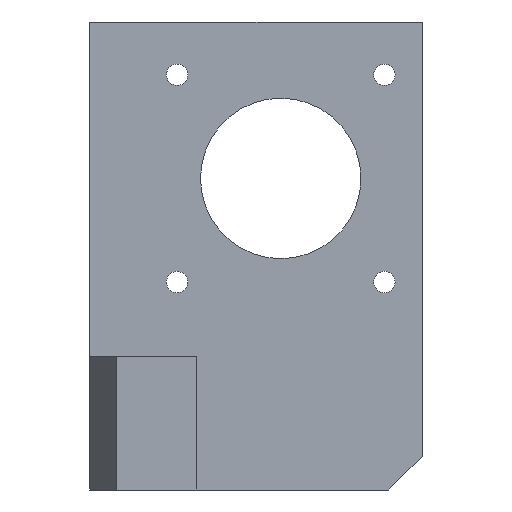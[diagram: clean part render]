
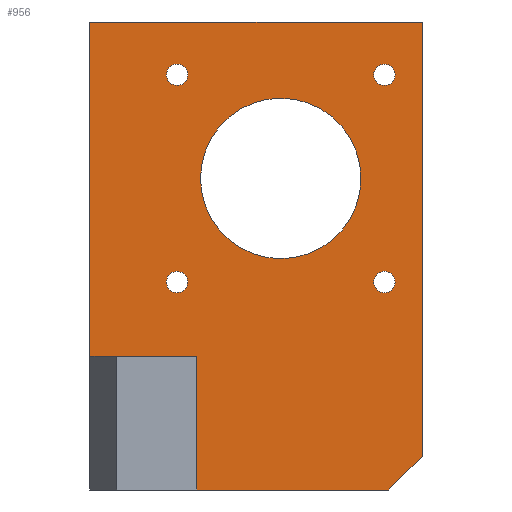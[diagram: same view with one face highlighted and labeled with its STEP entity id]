
A CAD part, left-side view. The second image highlights one B-rep face of the part: STEP entity #956.
In plain terms, the highlighted planar face has unit normal (-1, 0, 0).
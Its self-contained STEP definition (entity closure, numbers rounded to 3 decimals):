
#46=FACE_BOUND('',#201,.T.);
#47=FACE_BOUND('',#202,.T.);
#48=FACE_BOUND('',#203,.T.);
#49=FACE_BOUND('',#204,.T.);
#50=FACE_BOUND('',#205,.T.);
#68=CIRCLE('',#1000,12.);
#85=CIRCLE('',#1052,1.6);
#86=CIRCLE('',#1054,1.6);
#87=CIRCLE('',#1056,1.6);
#88=CIRCLE('',#1058,1.6);
#136=FACE_OUTER_BOUND('',#200,.T.);
#200=EDGE_LOOP('',(#829,#830,#831,#832,#833,#834,#835,#836));
#201=EDGE_LOOP('',(#837));
#202=EDGE_LOOP('',(#838));
#203=EDGE_LOOP('',(#839));
#204=EDGE_LOOP('',(#840));
#205=EDGE_LOOP('',(#841));
#235=LINE('',#1388,#328);
#241=LINE('',#1400,#334);
#283=LINE('',#1537,#376);
#292=LINE('',#1565,#385);
#295=LINE('',#1571,#388);
#301=LINE('',#1592,#394);
#302=LINE('',#1594,#395);
#303=LINE('',#1595,#396);
#328=VECTOR('',#1099,10.);
#334=VECTOR('',#1109,10.);
#376=VECTOR('',#1259,10.);
#385=VECTOR('',#1290,10.);
#388=VECTOR('',#1297,10.);
#394=VECTOR('',#1323,10.);
#395=VECTOR('',#1324,10.);
#396=VECTOR('',#1325,10.);
#421=VERTEX_POINT('',#1385);
#422=VERTEX_POINT('',#1387);
#426=VERTEX_POINT('',#1399);
#450=VERTEX_POINT('',#1457);
#467=VERTEX_POINT('',#1536);
#474=VERTEX_POINT('',#1561);
#475=VERTEX_POINT('',#1563);
#477=VERTEX_POINT('',#1575);
#478=VERTEX_POINT('',#1579);
#479=VERTEX_POINT('',#1583);
#480=VERTEX_POINT('',#1587);
#481=VERTEX_POINT('',#1591);
#482=VERTEX_POINT('',#1593);
#506=EDGE_CURVE('',#421,#422,#235,.T.);
#512=EDGE_CURVE('',#426,#422,#241,.T.);
#541=EDGE_CURVE('',#450,#450,#68,.T.);
#580=EDGE_CURVE('',#467,#426,#283,.T.);
#594=EDGE_CURVE('',#474,#475,#292,.T.);
#597=EDGE_CURVE('',#475,#467,#295,.T.);
#599=EDGE_CURVE('',#477,#477,#85,.T.);
#601=EDGE_CURVE('',#478,#478,#86,.T.);
#603=EDGE_CURVE('',#479,#479,#87,.T.);
#605=EDGE_CURVE('',#480,#480,#88,.T.);
#607=EDGE_CURVE('',#421,#481,#301,.T.);
#608=EDGE_CURVE('',#481,#482,#302,.T.);
#609=EDGE_CURVE('',#482,#474,#303,.T.);
#829=ORIENTED_EDGE('',*,*,#506,.F.);
#830=ORIENTED_EDGE('',*,*,#607,.T.);
#831=ORIENTED_EDGE('',*,*,#608,.T.);
#832=ORIENTED_EDGE('',*,*,#609,.T.);
#833=ORIENTED_EDGE('',*,*,#594,.T.);
#834=ORIENTED_EDGE('',*,*,#597,.T.);
#835=ORIENTED_EDGE('',*,*,#580,.T.);
#836=ORIENTED_EDGE('',*,*,#512,.T.);
#837=ORIENTED_EDGE('',*,*,#605,.T.);
#838=ORIENTED_EDGE('',*,*,#603,.T.);
#839=ORIENTED_EDGE('',*,*,#541,.T.);
#840=ORIENTED_EDGE('',*,*,#601,.T.);
#841=ORIENTED_EDGE('',*,*,#599,.T.);
#904=PLANE('',#1059);
#956=ADVANCED_FACE('',(#136,#46,#47,#48,#49,#50),#904,.F.);
#1000=AXIS2_PLACEMENT_3D('',#1458,#1160,#1161);
#1052=AXIS2_PLACEMENT_3D('',#1576,#1303,#1304);
#1054=AXIS2_PLACEMENT_3D('',#1580,#1308,#1309);
#1056=AXIS2_PLACEMENT_3D('',#1584,#1313,#1314);
#1058=AXIS2_PLACEMENT_3D('',#1588,#1318,#1319);
#1059=AXIS2_PLACEMENT_3D('',#1590,#1321,#1322);
#1099=DIRECTION('',(0.,0.707,-0.707));
#1109=DIRECTION('',(0.,-1.,0.));
#1160=DIRECTION('center_axis',(1.,0.,0.));
#1161=DIRECTION('ref_axis',(0.,1.,0.));
#1259=DIRECTION('',(0.,0.,-1.));
#1290=DIRECTION('',(0.,-1.,0.));
#1297=DIRECTION('',(0.,-1.,0.));
#1303=DIRECTION('center_axis',(1.,0.,0.));
#1304=DIRECTION('ref_axis',(0.,1.,0.));
#1308=DIRECTION('center_axis',(1.,0.,0.));
#1309=DIRECTION('ref_axis',(0.,1.,0.));
#1313=DIRECTION('center_axis',(1.,0.,0.));
#1314=DIRECTION('ref_axis',(0.,1.,0.));
#1318=DIRECTION('center_axis',(1.,0.,0.));
#1319=DIRECTION('ref_axis',(0.,1.,0.));
#1321=DIRECTION('center_axis',(1.,0.,0.));
#1322=DIRECTION('ref_axis',(0.,1.,0.));
#1323=DIRECTION('',(0.,0.,1.));
#1324=DIRECTION('',(0.,1.,0.));
#1325=DIRECTION('',(0.,0.,-1.));
#1385=CARTESIAN_POINT('',(-4.,0.,-15.));
#1387=CARTESIAN_POINT('',(-4.,5.,-20.));
#1388=CARTESIAN_POINT('',(-4.,-2.537,-12.463));
#1399=CARTESIAN_POINT('',(-4.,33.7,-20.));
#1400=CARTESIAN_POINT('',(-4.,33.7,-20.));
#1457=CARTESIAN_POINT('',(-4.,9.15,26.6));
#1458=CARTESIAN_POINT('Origin',(-4.,21.15,26.6));
#1536=CARTESIAN_POINT('',(-4.,33.7,0.));
#1537=CARTESIAN_POINT('',(-4.,33.7,0.));
#1561=CARTESIAN_POINT('',(-4.,49.7,0.));
#1563=CARTESIAN_POINT('',(-4.,45.7,0.));
#1565=CARTESIAN_POINT('',(-4.,0.,0.));
#1571=CARTESIAN_POINT('',(-4.,0.,0.));
#1575=CARTESIAN_POINT('',(-4.,4.05,11.1));
#1576=CARTESIAN_POINT('Origin',(-4.,5.65,11.1));
#1579=CARTESIAN_POINT('',(-4.,35.05,42.1));
#1580=CARTESIAN_POINT('Origin',(-4.,36.65,42.1));
#1583=CARTESIAN_POINT('',(-4.,35.05,11.1));
#1584=CARTESIAN_POINT('Origin',(-4.,36.65,11.1));
#1587=CARTESIAN_POINT('',(-4.,4.05,42.1));
#1588=CARTESIAN_POINT('Origin',(-4.,5.65,42.1));
#1590=CARTESIAN_POINT('Origin',(-4.,24.85,25.));
#1591=CARTESIAN_POINT('',(-4.,0.,50.));
#1592=CARTESIAN_POINT('',(-4.,0.,-20.));
#1593=CARTESIAN_POINT('',(-4.,49.7,50.));
#1594=CARTESIAN_POINT('',(-4.,49.7,50.));
#1595=CARTESIAN_POINT('',(-4.,49.7,0.));
